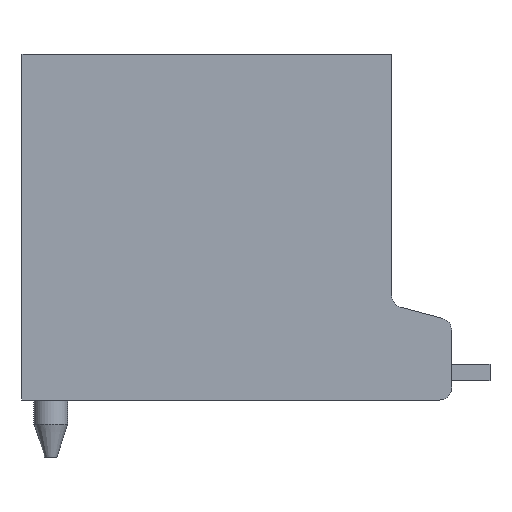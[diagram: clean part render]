
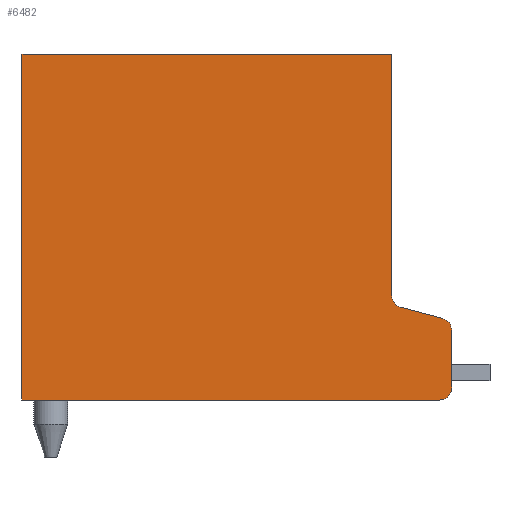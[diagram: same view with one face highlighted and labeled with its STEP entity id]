
A CAD part, left-side view. The second image highlights one B-rep face of the part: STEP entity #6482.
In plain terms, the highlighted planar face has unit normal (-1, 0, 0).
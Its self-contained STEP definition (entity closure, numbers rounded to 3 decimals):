
#131 = VERTEX_POINT('',#132);
#132 = CARTESIAN_POINT('',(-11.1,-16.2,0.1));
#138 = EDGE_CURVE('',#139,#131,#141,.T.);
#139 = VERTEX_POINT('',#140);
#140 = CARTESIAN_POINT('',(-11.1,1.2,0.1));
#141 = LINE('',#142,#143);
#142 = CARTESIAN_POINT('',(-11.1,1.2,0.1));
#143 = VECTOR('',#144,1.);
#144 = DIRECTION('',(0.,-1.,0.));
#6482 = ADVANCED_FACE('',(#6483),#6551,.T.);
#6483 = FACE_BOUND('',#6484,.T.);
#6484 = EDGE_LOOP('',(#6485,#6495,#6501,#6502,#6511,#6519,#6528,#6536,
    #6545));
#6485 = ORIENTED_EDGE('',*,*,#6486,.T.);
#6486 = EDGE_CURVE('',#6487,#6489,#6491,.T.);
#6487 = VERTEX_POINT('',#6488);
#6488 = CARTESIAN_POINT('',(-11.1,-14.2,14.5));
#6489 = VERTEX_POINT('',#6490);
#6490 = CARTESIAN_POINT('',(-11.1,1.2,14.5));
#6491 = LINE('',#6492,#6493);
#6492 = CARTESIAN_POINT('',(-11.1,-14.2,14.5));
#6493 = VECTOR('',#6494,1.);
#6494 = DIRECTION('',(0.,1.,0.));
#6495 = ORIENTED_EDGE('',*,*,#6496,.T.);
#6496 = EDGE_CURVE('',#6489,#139,#6497,.T.);
#6497 = LINE('',#6498,#6499);
#6498 = CARTESIAN_POINT('',(-11.1,1.2,14.5));
#6499 = VECTOR('',#6500,1.);
#6500 = DIRECTION('',(0.,0.,-1.));
#6501 = ORIENTED_EDGE('',*,*,#138,.T.);
#6502 = ORIENTED_EDGE('',*,*,#6503,.T.);
#6503 = EDGE_CURVE('',#131,#6504,#6506,.T.);
#6504 = VERTEX_POINT('',#6505);
#6505 = CARTESIAN_POINT('',(-11.1,-16.7,0.6));
#6506 = CIRCLE('',#6507,0.5);
#6507 = AXIS2_PLACEMENT_3D('',#6508,#6509,#6510);
#6508 = CARTESIAN_POINT('',(-11.1,-16.2,0.6));
#6509 = DIRECTION('',(-1.,0.,0.));
#6510 = DIRECTION('',(0.,-1.,0.));
#6511 = ORIENTED_EDGE('',*,*,#6512,.T.);
#6512 = EDGE_CURVE('',#6504,#6513,#6515,.T.);
#6513 = VERTEX_POINT('',#6514);
#6514 = CARTESIAN_POINT('',(-11.1,-16.7,3.016));
#6515 = LINE('',#6516,#6517);
#6516 = CARTESIAN_POINT('',(-11.1,-16.7,0.6));
#6517 = VECTOR('',#6518,1.);
#6518 = DIRECTION('',(0.,0.,1.));
#6519 = ORIENTED_EDGE('',*,*,#6520,.T.);
#6520 = EDGE_CURVE('',#6513,#6521,#6523,.T.);
#6521 = VERTEX_POINT('',#6522);
#6522 = CARTESIAN_POINT('',(-11.1,-16.329,3.499));
#6523 = CIRCLE('',#6524,0.5);
#6524 = AXIS2_PLACEMENT_3D('',#6525,#6526,#6527);
#6525 = CARTESIAN_POINT('',(-11.1,-16.2,3.016));
#6526 = DIRECTION('',(-1.,0.,0.));
#6527 = DIRECTION('',(0.,-1.,0.));
#6528 = ORIENTED_EDGE('',*,*,#6529,.T.);
#6529 = EDGE_CURVE('',#6521,#6530,#6532,.T.);
#6530 = VERTEX_POINT('',#6531);
#6531 = CARTESIAN_POINT('',(-11.1,-14.571,3.971));
#6532 = LINE('',#6533,#6534);
#6533 = CARTESIAN_POINT('',(-11.1,-16.329,3.499));
#6534 = VECTOR('',#6535,1.);
#6535 = DIRECTION('',(0.,0.966,0.259)
  );
#6536 = ORIENTED_EDGE('',*,*,#6537,.F.);
#6537 = EDGE_CURVE('',#6538,#6530,#6540,.T.);
#6538 = VERTEX_POINT('',#6539);
#6539 = CARTESIAN_POINT('',(-11.1,-14.2,4.454));
#6540 = CIRCLE('',#6541,0.5);
#6541 = AXIS2_PLACEMENT_3D('',#6542,#6543,#6544);
#6542 = CARTESIAN_POINT('',(-11.1,-14.7,4.454));
#6543 = DIRECTION('',(-1.,0.,0.));
#6544 = DIRECTION('',(0.,-1.,0.));
#6545 = ORIENTED_EDGE('',*,*,#6546,.T.);
#6546 = EDGE_CURVE('',#6538,#6487,#6547,.T.);
#6547 = LINE('',#6548,#6549);
#6548 = CARTESIAN_POINT('',(-11.1,-14.2,4.454));
#6549 = VECTOR('',#6550,1.);
#6550 = DIRECTION('',(0.,0.,1.));
#6551 = PLANE('',#6552);
#6552 = AXIS2_PLACEMENT_3D('',#6553,#6554,#6555);
#6553 = CARTESIAN_POINT('',(-11.1,-16.2,0.6));
#6554 = DIRECTION('',(-1.,0.,0.));
#6555 = DIRECTION('',(0.,-1.,0.));
